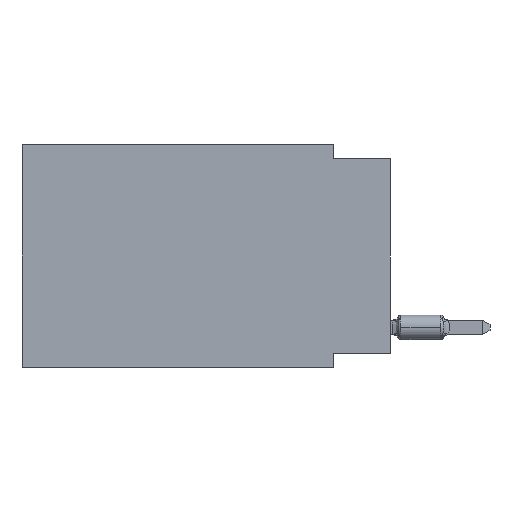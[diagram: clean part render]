
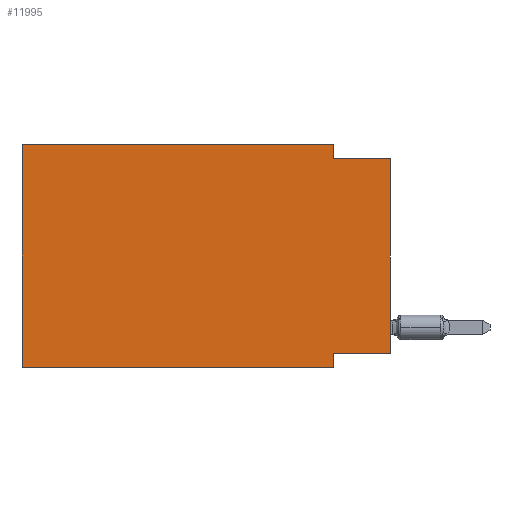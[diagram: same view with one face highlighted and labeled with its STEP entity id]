
A CAD part, left-side view. The second image highlights one B-rep face of the part: STEP entity #11995.
In plain terms, the highlighted planar face has unit normal (-1, 0, 0).
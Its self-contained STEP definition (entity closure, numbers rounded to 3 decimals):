
#52 = CARTESIAN_POINT ( 'NONE',  ( 0., 16.383, 0. ) ) ;
#57 = ORIENTED_EDGE ( 'NONE', *, *, #9664, .F. ) ;
#630 = VECTOR ( 'NONE', #1811, 1000. ) ;
#660 = VECTOR ( 'NONE', #780, 1000. ) ;
#724 = CARTESIAN_POINT ( 'NONE',  ( 0., 16.383, 0. ) ) ;
#780 = DIRECTION ( 'NONE',  ( 0., 1., 0. ) ) ;
#1235 = DIRECTION ( 'NONE',  ( 0., -1., 0. ) ) ;
#1735 = VECTOR ( 'NONE', #3593, 1000. ) ;
#1811 = DIRECTION ( 'NONE',  ( 0., 0., 1. ) ) ;
#1857 = VERTEX_POINT ( 'NONE', #4091 ) ;
#1885 = VECTOR ( 'NONE', #1939, 1000. ) ;
#1939 = DIRECTION ( 'NONE',  ( 0., -1., 0. ) ) ;
#2499 = CARTESIAN_POINT ( 'NONE',  ( 0., 0., -9.271 ) ) ;
#2546 = PLANE ( 'NONE',  #12642 ) ;
#2738 = FACE_OUTER_BOUND ( 'NONE', #5769, .T. ) ;
#3051 = LINE ( 'NONE', #3959, #3982 ) ;
#3474 = CARTESIAN_POINT ( 'NONE',  ( 0., 2.54, 0. ) ) ;
#3593 = DIRECTION ( 'NONE',  ( 0., 0., -1. ) ) ;
#3740 = CARTESIAN_POINT ( 'NONE',  ( 0., 2.54, -0.635 ) ) ;
#3759 = LINE ( 'NONE', #5694, #630 ) ;
#3921 = LINE ( 'NONE', #8632, #5361 ) ;
#3959 = CARTESIAN_POINT ( 'NONE',  ( 0., 16.383, -9.906 ) ) ;
#3982 = VECTOR ( 'NONE', #1235, 1000. ) ;
#4091 = CARTESIAN_POINT ( 'NONE',  ( 0., 2.54, -9.271 ) ) ;
#4173 = ORIENTED_EDGE ( 'NONE', *, *, #4334, .F. ) ;
#4334 = EDGE_CURVE ( 'NONE', #8005, #10166, #8098, .T. ) ;
#4633 = DIRECTION ( 'NONE',  ( 0., 0., -1. ) ) ;
#4733 = LINE ( 'NONE', #8545, #660 ) ;
#4858 = CARTESIAN_POINT ( 'NONE',  ( 0., 16.383, 0. ) ) ;
#4948 = CARTESIAN_POINT ( 'NONE',  ( 0., 2.54, -9.906 ) ) ;
#5201 = VERTEX_POINT ( 'NONE', #5864 ) ;
#5361 = VECTOR ( 'NONE', #4633, 1000. ) ;
#5429 = EDGE_CURVE ( 'NONE', #5201, #8792, #7473, .T. ) ;
#5522 = DIRECTION ( 'NONE',  ( 1., 0., 0. ) ) ;
#5694 = CARTESIAN_POINT ( 'NONE',  ( 0., 0., 0. ) ) ;
#5769 = EDGE_LOOP ( 'NONE', ( #5954, #11381, #8073, #6835, #4173, #11703, #8167, #57 ) ) ;
#5864 = CARTESIAN_POINT ( 'NONE',  ( 0., 2.54, 0. ) ) ;
#5954 = ORIENTED_EDGE ( 'NONE', *, *, #8375, .T. ) ;
#6835 = ORIENTED_EDGE ( 'NONE', *, *, #8491, .F. ) ;
#7116 = LINE ( 'NONE', #4858, #1885 ) ;
#7450 = CARTESIAN_POINT ( 'NONE',  ( 0., 0., -0.635 ) ) ;
#7473 = LINE ( 'NONE', #3474, #1735 ) ;
#7706 = VERTEX_POINT ( 'NONE', #9362 ) ;
#8005 = VERTEX_POINT ( 'NONE', #11539 ) ;
#8073 = ORIENTED_EDGE ( 'NONE', *, *, #5429, .F. ) ;
#8098 = LINE ( 'NONE', #10041, #12681 ) ;
#8167 = ORIENTED_EDGE ( 'NONE', *, *, #11329, .F. ) ;
#8193 = EDGE_CURVE ( 'NONE', #8792, #7706, #10373, .T. ) ;
#8295 = DIRECTION ( 'NONE',  ( 0., -1., 0. ) ) ;
#8375 = EDGE_CURVE ( 'NONE', #11136, #7706, #3759, .T. ) ;
#8491 = EDGE_CURVE ( 'NONE', #10166, #5201, #7116, .T. ) ;
#8545 = CARTESIAN_POINT ( 'NONE',  ( 0., 0., -9.271 ) ) ;
#8632 = CARTESIAN_POINT ( 'NONE',  ( 0., 2.54, -9.906 ) ) ;
#8792 = VERTEX_POINT ( 'NONE', #3740 ) ;
#9362 = CARTESIAN_POINT ( 'NONE',  ( 0., 0., -0.635 ) ) ;
#9664 = EDGE_CURVE ( 'NONE', #11136, #1857, #4733, .T. ) ;
#9717 = EDGE_CURVE ( 'NONE', #8005, #10740, #3051, .T. ) ;
#9905 = DIRECTION ( 'NONE',  ( 0., 0., 1. ) ) ;
#10041 = CARTESIAN_POINT ( 'NONE',  ( 0., 16.383, 0. ) ) ;
#10166 = VERTEX_POINT ( 'NONE', #52 ) ;
#10373 = LINE ( 'NONE', #7450, #12620 ) ;
#10740 = VERTEX_POINT ( 'NONE', #4948 ) ;
#11136 = VERTEX_POINT ( 'NONE', #2499 ) ;
#11329 = EDGE_CURVE ( 'NONE', #1857, #10740, #3921, .T. ) ;
#11381 = ORIENTED_EDGE ( 'NONE', *, *, #8193, .F. ) ;
#11539 = CARTESIAN_POINT ( 'NONE',  ( 0., 16.383, -9.906 ) ) ;
#11653 = DIRECTION ( 'NONE',  ( 0., 0., -1. ) ) ;
#11703 = ORIENTED_EDGE ( 'NONE', *, *, #9717, .T. ) ;
#11995 = ADVANCED_FACE ( 'NONE', ( #2738 ), #2546, .F. ) ;
#12620 = VECTOR ( 'NONE', #8295, 1000. ) ;
#12642 = AXIS2_PLACEMENT_3D ( 'NONE', #724, #5522, #11653 ) ;
#12681 = VECTOR ( 'NONE', #9905, 1000. ) ;
